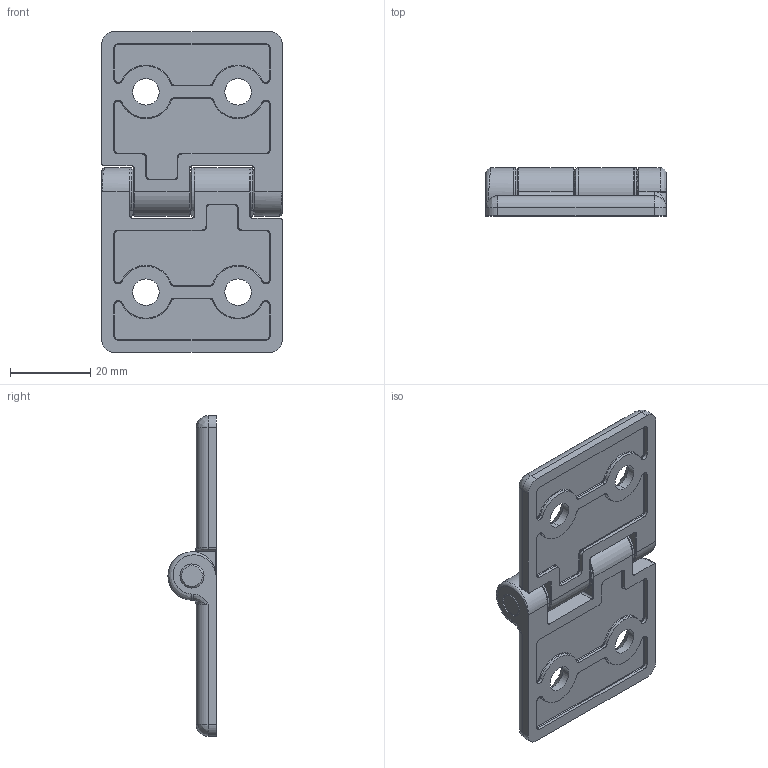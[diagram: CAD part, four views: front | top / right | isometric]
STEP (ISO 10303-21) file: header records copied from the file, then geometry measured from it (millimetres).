
FILE_DESCRIPTION (( 'STEP AP214' ), '1' );
FILE_NAME ('6221600', '2019-01-28T16:58:44', ( '' ), ('JUGARD+KÜNSTNER GmbH'), 'SwSTEP 2.0', 'SolidWorks 2017', '' );
FILE_SCHEMA (( 'AUTOMOTIVE_DESIGN' ));
Length unit declared in the file: millimetre
Products named in the file (5): 6221600; Part3; Part1; Part2; Part5
Assembly tree (6 placements, depth 2):
  6221600
    Part3
    Part1
    Part2
    Part5  x3
Bounding box: 45 x 12 x 80 mm (x, y, z)
Volume: 17268.4 mm3; surface area: 12930.1 mm2
Topology: 6 solids, 6 shells, 345 faces, 838 edges, 496 vertices
Faces by surface type: cylinder 143, bspline 107, plane 74, cone 21
Entity records: 15616 total; most frequent: CARTESIAN_POINT 5147, ORIENTED_EDGE 1488, DIRECTION 1404, EDGE_CURVE 744, AXIS2_PLACEMENT_3D 560, VERTEX_POINT 444, CIRCLE 339, EDGE_LOOP 334
